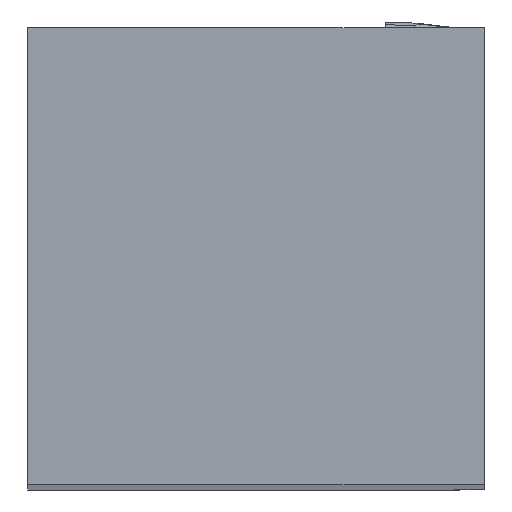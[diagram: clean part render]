
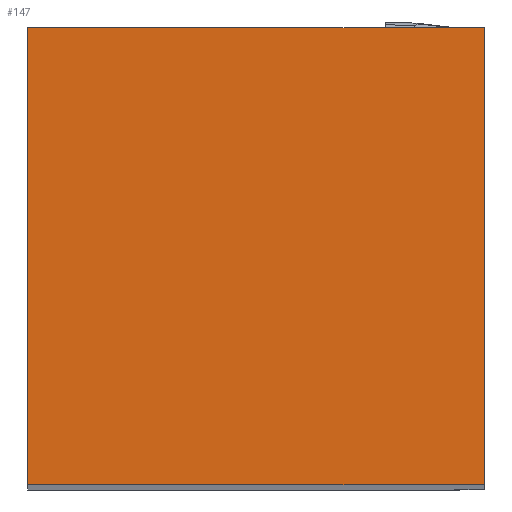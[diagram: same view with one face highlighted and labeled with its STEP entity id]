
A CAD part, top view. The second image highlights one B-rep face of the part: STEP entity #147.
In plain terms, the highlighted planar face has unit normal (0, 0, 1).
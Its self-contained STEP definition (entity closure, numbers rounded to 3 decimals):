
#147=ADVANCED_FACE('',(#218),#187,.F.);
#187=PLANE('',#896);
#218=FACE_OUTER_BOUND('',#251,.T.);
#251=EDGE_LOOP('',(#333,#334,#335,#336));
#333=ORIENTED_EDGE('',*,*,#578,.T.);
#334=ORIENTED_EDGE('',*,*,#573,.T.);
#335=ORIENTED_EDGE('',*,*,#583,.F.);
#336=ORIENTED_EDGE('',*,*,#580,.F.);
#503=VERTEX_POINT('',#1208);
#504=VERTEX_POINT('',#1210);
#507=VERTEX_POINT('',#1219);
#508=VERTEX_POINT('',#1223);
#573=EDGE_CURVE('',#504,#503,#671,.T.);
#578=EDGE_CURVE('',#507,#504,#676,.T.);
#580=EDGE_CURVE('',#507,#508,#678,.T.);
#583=EDGE_CURVE('',#508,#503,#681,.T.);
#671=LINE('',#1209,#751);
#676=LINE('',#1218,#756);
#678=LINE('',#1222,#758);
#681=LINE('',#1227,#761);
#751=VECTOR('',#984,1.);
#756=VECTOR('',#991,1.);
#758=VECTOR('',#995,1.);
#761=VECTOR('',#1000,1.);
#896=AXIS2_PLACEMENT_3D('',#1229,#1003,#1004);
#984=DIRECTION('',(-1.,0.,0.));
#991=DIRECTION('',(0.,1.,0.));
#995=DIRECTION('',(-1.,0.,0.));
#1000=DIRECTION('',(0.,1.,0.));
#1003=DIRECTION('',(0.,0.,-1.));
#1004=DIRECTION('',(0.,-1.,0.));
#1208=CARTESIAN_POINT('',(0.,16.,0.));
#1209=CARTESIAN_POINT('',(6.,16.,0.));
#1210=CARTESIAN_POINT('',(16.,16.,0.));
#1218=CARTESIAN_POINT('',(16.,16.,0.));
#1219=CARTESIAN_POINT('',(16.,0.,0.));
#1222=CARTESIAN_POINT('',(0.,0.,0.));
#1223=CARTESIAN_POINT('',(0.,0.,0.));
#1227=CARTESIAN_POINT('',(0.,16.,0.));
#1229=CARTESIAN_POINT('',(6.,16.,0.));
